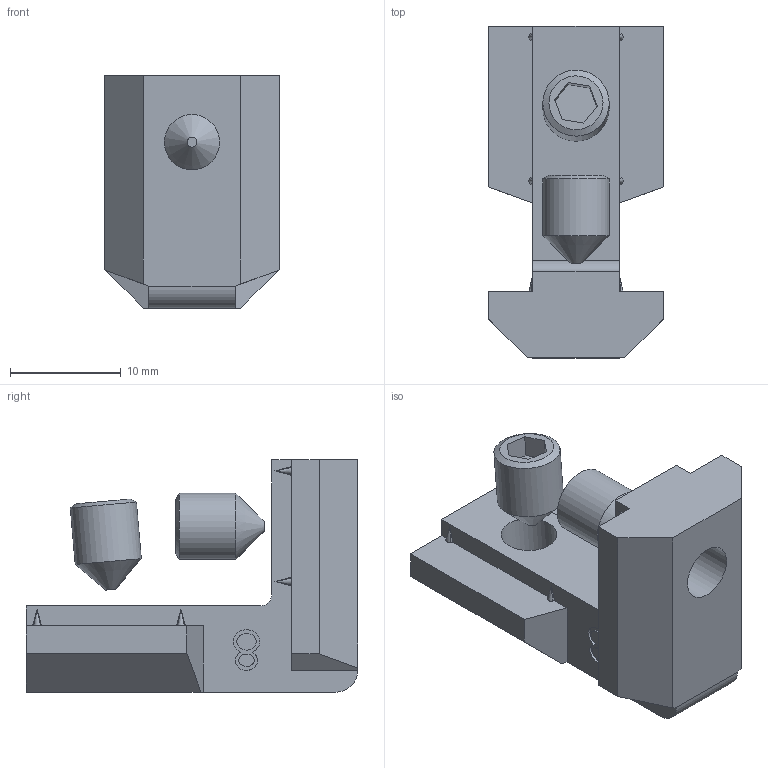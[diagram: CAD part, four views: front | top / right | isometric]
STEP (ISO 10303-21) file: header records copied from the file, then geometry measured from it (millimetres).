
FILE_DESCRIPTION (( 'STEP AP214' ), '1' );
FILE_NAME ('099I90R08M.STEP', '2015-05-18T12:11:39', ( 'Admin' ), ( 'Hewlett-Packard Company' ), 'SwSTEP 2.0', 'SolidWorks 2014', '' );
FILE_SCHEMA (( 'AUTOMOTIVE_DESIGN' ));
Length unit declared in the file: millimetre
Products named in the file (3): 099I90R08M; 099I90R08R01_099I90R08R01; set screw ISO 4027 M6x8_DIN 914 - M6
Assembly tree (3 placements, depth 2):
  099I90R08M
    099I90R08R01_099I90R08R01
    set screw ISO 4027 M6x8_DIN 914 - M6  x2
Bounding box: 15.8 x 30 x 21 mm (x, y, z)
Volume: 3844.6 mm3; surface area: 2530 mm2
Topology: 3 solids, 3 shells, 104 faces, 275 edges, 182 vertices
Faces by surface type: plane 69, bspline 17, cone 12, cylinder 6
Full cylindrical faces by diameter (mm): 5 x2, 6 x2
Entity records: 4895 total; most frequent: CARTESIAN_POINT 1566, ORIENTED_EDGE 486, DIRECTION 395, EDGE_CURVE 243, VECTOR 181, LINE 181, VERTEX_POINT 164, AXIS2_PLACEMENT_3D 107
